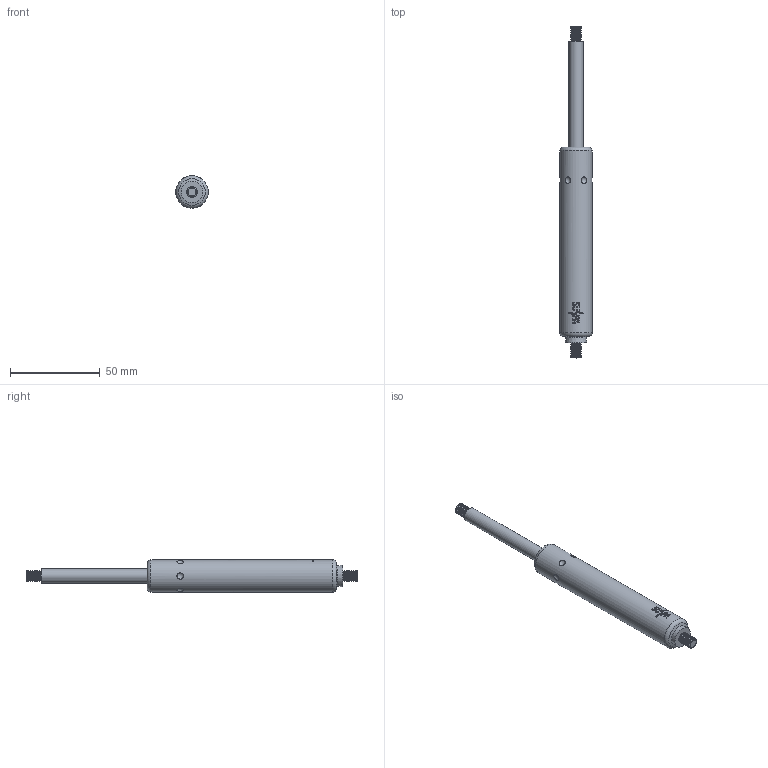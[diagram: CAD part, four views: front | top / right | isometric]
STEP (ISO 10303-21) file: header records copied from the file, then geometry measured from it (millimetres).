
FILE_DESCRIPTION(/* description */ (''),/* implementation_level */ '2;1');
FILE_NAME(/* name */ 'SG-01624267.stp',/* time_stamp */ '2019-10-03T09:12:24+02:00',/* author */ (''),/* organization */ (''),/* preprocessor_version */ 'ST-DEVELOPER v15.2',/* originating_system */ 'Autodesk Translator Framework v2.0.0.5431',/* authorisation */ '');
FILE_SCHEMA (('AUTOMOTIVE_DESIGN { 1 0 10303 214 3 1 1 }'));
Length unit declared in the file: centimetre
Products named in the file (1): (Unsaved)
Bounding box: 18 x 185 x 18 mm (x, y, z)
Volume: 27595.7 mm3; surface area: 10197.2 mm2
Topology: 2 solids, 2 shells, 165 faces, 379 edges, 236 vertices
Faces by surface type: cylinder 52, plane 49, cone 38, torus 20, sphere 6
Full cylindrical faces by diameter (mm): 6 x16, 6.217 x1, 8 x2, 18 x1
Entity records: 4679 total; most frequent: CARTESIAN_POINT 1355, DIRECTION 693, ORIENTED_EDGE 568, AXIS2_PLACEMENT_3D 295, EDGE_CURVE 284, EDGE_LOOP 261, VERTEX_POINT 219, ADVANCED_FACE 165
